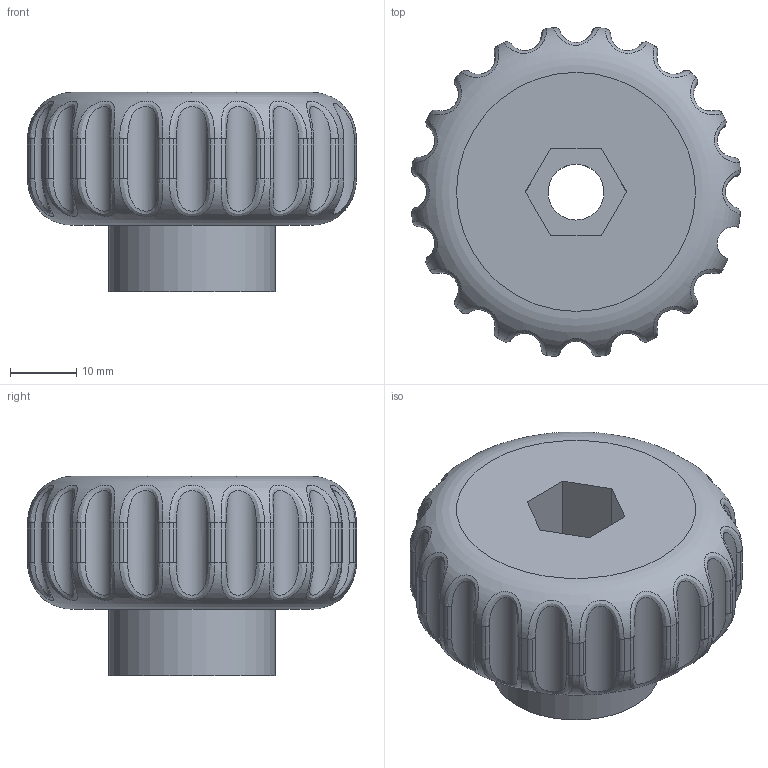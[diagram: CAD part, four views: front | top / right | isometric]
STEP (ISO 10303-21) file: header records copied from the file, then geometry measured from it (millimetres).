
FILE_DESCRIPTION(('HOOPS Exchange Step'),'2;1');
FILE_NAME('temp_export','2025-01-15T14:30:57+02:00',('mobile'),('Shapr3D Limited'),'HOOPS Exchange 2024.6','Shapr3D','Authorized');
FILE_SCHEMA( ('AP242_MANAGED_MODEL_BASED_3D_ENGINEERING_MIM_LF {1 0 10303 442 1 1 4 }') );
Length unit declared in the file: millimetre
Products named in the file (1): Hinge Knob
Bounding box: 49.55 x 49.55 x 30 mm (x, y, z)
Volume: 34481.3 mm3; surface area: 8386 mm2
Topology: 1 solids, 1 shells, 168 faces, 421 edges, 257 vertices
Faces by surface type: cylinder 118, bspline 38, plane 10, torus 2
Full cylindrical faces by diameter (mm): 8.4 x1, 25 x1
Entity records: 14126 total; most frequent: CARTESIAN_POINT 10648, ORIENTED_EDGE 842, DIRECTION 502, EDGE_CURVE 421, VERTEX_POINT 257, B_SPLINE_CURVE_WITH_KNOTS 234, AXIS2_PLACEMENT_3D 183, EDGE_LOOP 172
